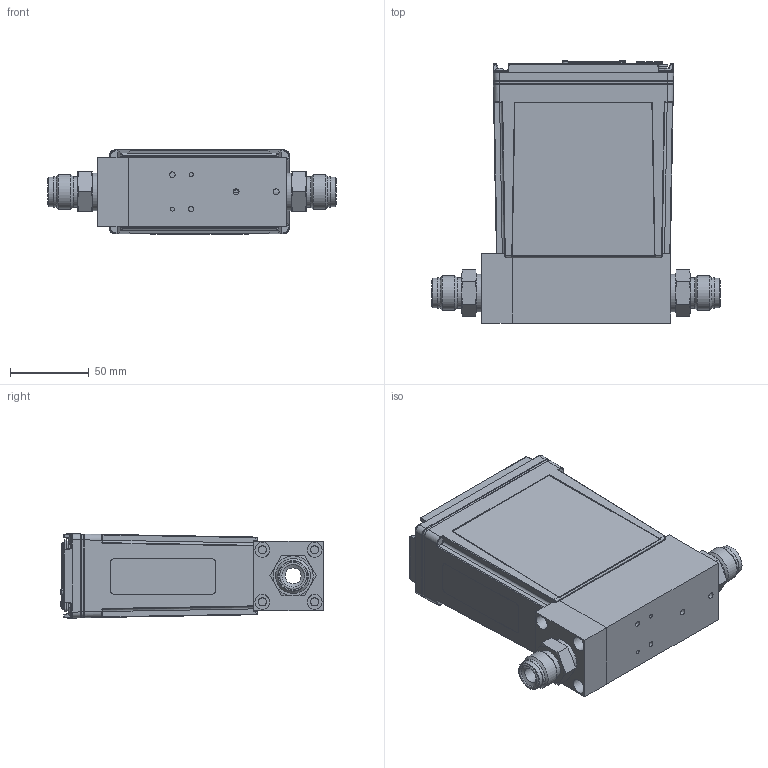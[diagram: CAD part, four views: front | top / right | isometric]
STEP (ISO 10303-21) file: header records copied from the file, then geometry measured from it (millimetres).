
FILE_DESCRIPTION (( 'STEP AP214' ), '1' );
FILE_NAME ('IE250-8VCR-Profibus.STEP', '2016-01-14T15:22:29', ( 'MKS' ), ( 'MKS' ), 'SwSTEP 2.0', 'SolidWorks 2012', '' );
FILE_SCHEMA (( 'AUTOMOTIVE_DESIGN' ));
Length unit declared in the file: inch
Products named in the file (1): IE250-8VCR-Profibus
Bounding box: 182.9 x 166.37 x 53.49 mm (x, y, z)
Surface area: 108479.8 mm2 (no closed solid volume)
Topology: 0 solids, 75 shells, 876 faces, 3597 edges, 2723 vertices
Faces by surface type: plane 336, cylinder 306, cone 85, bspline 66, torus 63, sphere 20
Full cylindrical faces by diameter (mm): 0.61 x9, 1.219 x9, 2.261 x4, 2.5 x2, 3.454 x2, 3.556 x2, 3.797 x2, 5.334 x1, 5.944 x8, 6.147 x4, 9.525 x4, 10.16 x2, 14.224 x1, 18.796 x2, 19.38 x4, 22.149 x2, 23.876 x2
Entity records: 54629 total; most frequent: CARTESIAN_POINT 16076, DIRECTION 5282, ORIENTED_EDGE 4859, EDGE_CURVE 3467, VERTEX_POINT 2707, AXIS2_PLACEMENT_3D 1814, LINE 1654, VECTOR 1654
